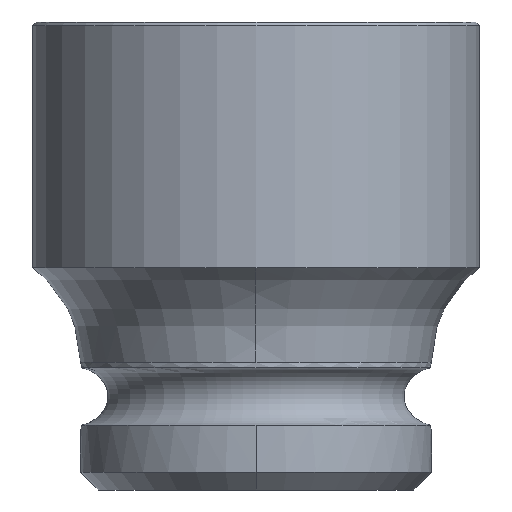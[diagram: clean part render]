
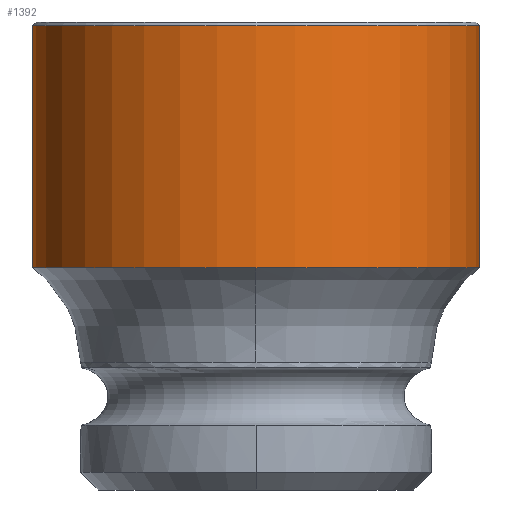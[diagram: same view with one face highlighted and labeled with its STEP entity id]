
A CAD part, left-side view. The second image highlights one B-rep face of the part: STEP entity #1392.
In plain terms, the highlighted cylindrical face has radius 19.1 mm (diameter 38.2 mm), a partial arc.
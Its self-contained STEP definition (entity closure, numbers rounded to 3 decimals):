
#423=CARTESIAN_POINT('',(0.,0.,39.7));
#424=DIRECTION('',(0.,0.,1.));
#425=DIRECTION('',(0.,1.,0.));
#426=AXIS2_PLACEMENT_3D('',#423,#424,#425);
#428=CARTESIAN_POINT('',(0.,0.,19.));
#429=DIRECTION('',(0.,0.,1.));
#430=DIRECTION('',(-1.,0.,0.));
#431=AXIS2_PLACEMENT_3D('',#428,#429,#430);
#433=CARTESIAN_POINT('',(0.,0.,19.));
#434=DIRECTION('',(0.,0.,1.));
#435=DIRECTION('',(0.,1.,0.));
#436=AXIS2_PLACEMENT_3D('',#433,#434,#435);
#907=DIRECTION('',(0.,0.,1.));
#908=VECTOR('',#907,20.7);
#909=CARTESIAN_POINT('',(0.,19.1,19.));
#910=LINE('',#909,#908);
#911=DIRECTION('',(0.,0.,1.));
#912=VECTOR('',#911,20.7);
#913=CARTESIAN_POINT('',(0.,-19.1,19.));
#914=LINE('',#913,#912);
#1016=CARTESIAN_POINT('',(0.,19.1,19.));
#1017=CARTESIAN_POINT('',(-19.1,0.,19.));
#1018=VERTEX_POINT('',#1016);
#1019=VERTEX_POINT('',#1017);
#1020=CARTESIAN_POINT('',(0.,-19.1,19.));
#1021=VERTEX_POINT('',#1020);
#1053=CARTESIAN_POINT('',(0.,-19.1,39.7));
#1054=CARTESIAN_POINT('',(0.,19.1,39.7));
#1055=VERTEX_POINT('',#1053);
#1056=VERTEX_POINT('',#1054);
#1377=CARTESIAN_POINT('',(0.,0.,17.95));
#1378=DIRECTION('',(0.,0.,1.));
#1379=DIRECTION('',(0.,1.,0.));
#1380=AXIS2_PLACEMENT_3D('',#1377,#1378,#1379);
#1381=CYLINDRICAL_SURFACE('',#1380,19.1);
#1383=ORIENTED_EDGE('',*,*,#1382,.T.);
#1385=ORIENTED_EDGE('',*,*,#1384,.F.);
#1386=ORIENTED_EDGE('',*,*,#1371,.F.);
#1387=ORIENTED_EDGE('',*,*,#1355,.F.);
#1389=ORIENTED_EDGE('',*,*,#1388,.T.);
#1390=EDGE_LOOP('',(#1383,#1385,#1386,#1387,#1389));
#1391=FACE_OUTER_BOUND('',#1390,.F.);
#1392=ADVANCED_FACE('',(#1391),#1381,.T.);
#427=CIRCLE('',#426,19.1);
#432=CIRCLE('',#431,19.1);
#437=CIRCLE('',#436,19.1);
#1355=EDGE_CURVE('',#1018,#1019,#437,.T.);
#1371=EDGE_CURVE('',#1019,#1021,#432,.T.);
#1382=EDGE_CURVE('',#1056,#1055,#427,.T.);
#1384=EDGE_CURVE('',#1021,#1055,#914,.T.);
#1388=EDGE_CURVE('',#1018,#1056,#910,.T.);
